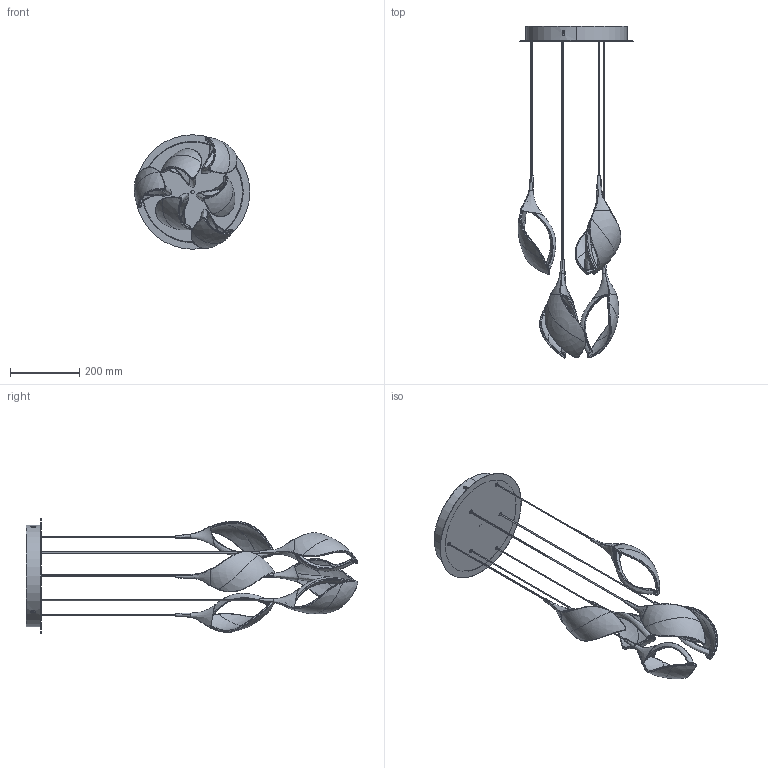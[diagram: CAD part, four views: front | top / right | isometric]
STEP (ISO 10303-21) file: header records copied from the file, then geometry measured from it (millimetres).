
FILE_DESCRIPTION (( 'STEP AP203' ), '1' );
FILE_NAME ('NIA S6 LED_STEP.STEP', '2016-01-11T08:30:49', ( 'admin' ), ( '' ), 'SwSTEP 2.0', 'SolidWorks 2015', '' );
FILE_SCHEMA (( 'CONFIG_CONTROL_DESIGN' ));
Products named in the file (2): NIA S6 LED_STEP
Bounding box: 333.41 x 957.08 x 330 mm (x, y, z)
Surface area: 855149.7 mm2 (no closed solid volume)
Topology: 0 solids, 33 shells, 416 faces, 1262 edges, 817 vertices
Faces by surface type: bspline 339, cylinder 34, plane 29, torus 8, cone 6
Entity records: 293787 total; most frequent: CARTESIAN_POINT 285959, ORIENTED_EDGE 2001, EDGE_CURVE 1209, B_SPLINE_CURVE_WITH_KNOTS 1016, VERTEX_POINT 817, EDGE_LOOP 474, DIRECTION 447, ADVANCED_FACE 416
